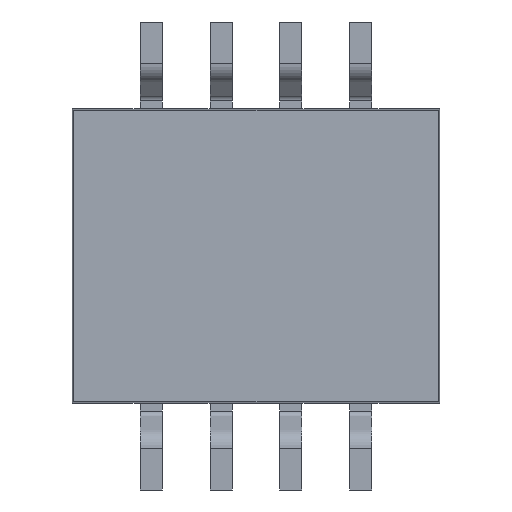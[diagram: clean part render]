
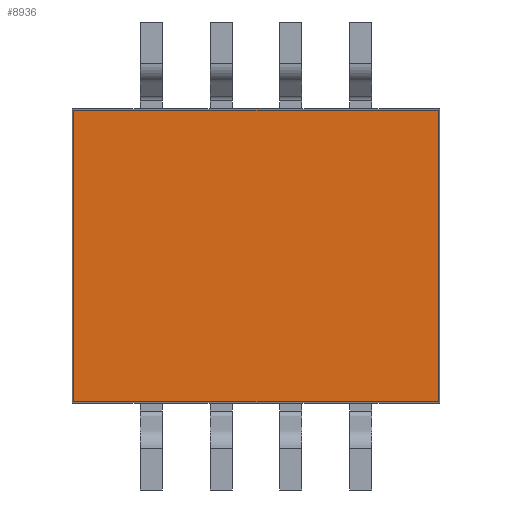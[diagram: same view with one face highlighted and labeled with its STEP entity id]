
A CAD part, front view. The second image highlights one B-rep face of the part: STEP entity #8936.
In plain terms, the highlighted planar face has unit normal (0, -1, 0).
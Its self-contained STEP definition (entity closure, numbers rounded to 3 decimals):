
#1=DIRECTION('',(0.,0.,1.));
#2=VECTOR('',#1,5.287);
#3=CARTESIAN_POINT('',(-0.769,-0.9,-2.644));
#4=LINE('',#3,#2);
#5=DIRECTION('',(1.,0.,0.));
#6=VECTOR('',#5,6.617);
#7=CARTESIAN_POINT('',(-0.769,-0.9,2.644));
#8=LINE('',#7,#6);
#9=DIRECTION('',(0.,0.,-1.));
#10=VECTOR('',#9,5.287);
#11=CARTESIAN_POINT('',(5.849,-0.9,2.644));
#12=LINE('',#11,#10);
#13=DIRECTION('',(-1.,0.,0.));
#14=VECTOR('',#13,6.617);
#15=CARTESIAN_POINT('',(5.849,-0.9,-2.644));
#16=LINE('',#15,#14);
#6721=CARTESIAN_POINT('',(-0.769,-0.9,-2.644));
#6722=CARTESIAN_POINT('',(-0.769,-0.9,2.644));
#6723=VERTEX_POINT('',#6721);
#6724=VERTEX_POINT('',#6722);
#6725=CARTESIAN_POINT('',(5.849,-0.9,2.644));
#6726=VERTEX_POINT('',#6725);
#6727=CARTESIAN_POINT('',(5.849,-0.9,-2.644));
#6728=VERTEX_POINT('',#6727);
#8921=CARTESIAN_POINT('',(0.,-0.9,0.));
#8922=DIRECTION('',(0.,1.,0.));
#8923=DIRECTION('',(1.,0.,0.));
#8924=AXIS2_PLACEMENT_3D('',#8921,#8922,#8923);
#8925=PLANE('',#8924);
#8927=ORIENTED_EDGE('',*,*,#8926,.T.);
#8929=ORIENTED_EDGE('',*,*,#8928,.T.);
#8931=ORIENTED_EDGE('',*,*,#8930,.T.);
#8933=ORIENTED_EDGE('',*,*,#8932,.T.);
#8934=EDGE_LOOP('',(#8927,#8929,#8931,#8933));
#8935=FACE_OUTER_BOUND('',#8934,.F.);
#8926=EDGE_CURVE('',#6723,#6724,#4,.T.);
#8928=EDGE_CURVE('',#6724,#6726,#8,.T.);
#8930=EDGE_CURVE('',#6726,#6728,#12,.T.);
#8932=EDGE_CURVE('',#6728,#6723,#16,.T.);
#8936=ADVANCED_FACE('',(#8935),#8925,.F.);
